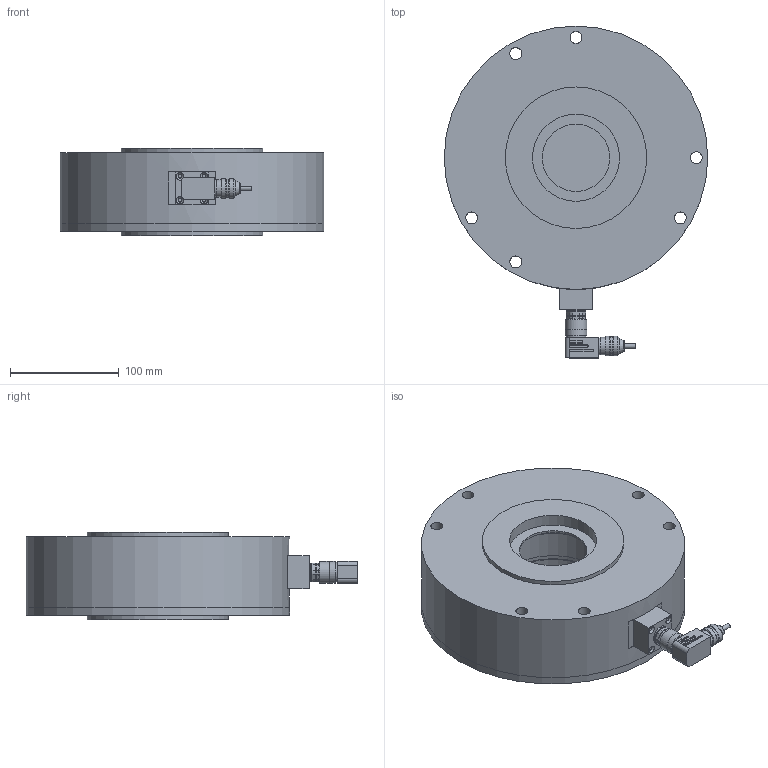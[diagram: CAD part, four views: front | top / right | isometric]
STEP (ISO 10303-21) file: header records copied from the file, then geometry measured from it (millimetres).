
FILE_DESCRIPTION (( 'STEP AP214' ), '1' );
FILE_NAME ('a_BZA4-45-1000N...5000N-S1 STEP.STEP', '2024-11-18T08:19:38', ( '' ), ( '' ), 'SwSTEP 2.0', 'SolidWorks 2023', '' );
FILE_SCHEMA (( 'AUTOMOTIVE_DESIGN' ));
Length unit declared in the file: millimetre
Products named in the file (1): a_BZA4-45-1000N...5000N-S1 STEP
Bounding box: 242 x 304.85 x 80 mm (x, y, z)
Volume: 2802279.2 mm3; surface area: 401174.5 mm2
Topology: 8 solids, 9 shells, 316 faces, 732 edges, 470 vertices
Faces by surface type: cylinder 136, plane 133, cone 34, torus 9, bspline 4
Full cylindrical faces by diameter (mm): 1 x12, 1.5 x4, 3.4 x4, 4.2 x4, 4.5 x1, 6 x1, 8 x1, 8.375 x1, 9.95 x1, 10.4 x1, 11 x12, 12 x2, 13.5 x2, 14.5 x1, 15 x1, 15.75 x1, 16 x2, 16.7 x1, 17 x1, 18 x3, 18.2 x1, 20 x2, 24 x1, 62 x1, 80 x1, 100 x3, 102 x2, 130 x2, 202 x2, 242 x2
Entity records: 8458 total; most frequent: CARTESIAN_POINT 1562, DIRECTION 1493, ORIENTED_EDGE 1182, AXIS2_PLACEMENT_3D 623, EDGE_CURVE 591, EDGE_LOOP 499, VERTEX_POINT 438, FACE_OUTER_BOUND 394
